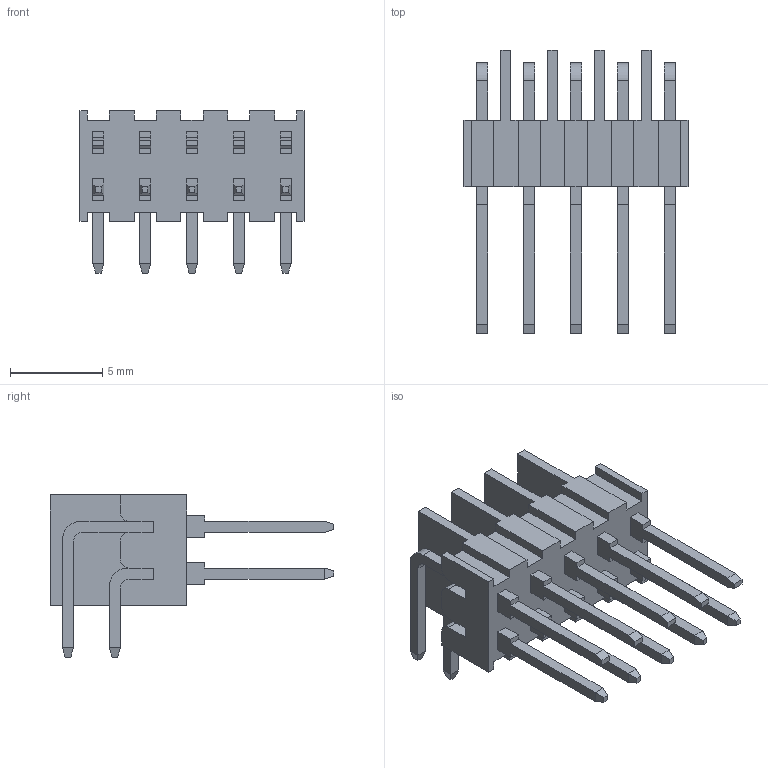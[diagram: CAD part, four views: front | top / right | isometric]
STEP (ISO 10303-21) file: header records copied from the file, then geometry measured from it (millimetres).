
FILE_DESCRIPTION(('for SolidWorks'),'2;1');
FILE_NAME( 'hdr-2x5th_2.54x2.54_12x15.step', '2016-05-20T13:37:19',('Serg'),(''),'Open CASCADE STEP processor 6.6', 'DipTrace','Unknown');
FILE_SCHEMA(('AUTOMOTIVE_DESIGN { 1 0 10303 214 1 1 1 1 }'));
Length unit declared in the file: millimetre
Products named in the file (2): ASSEMBLY; hdr-2x5th_2.54x2.54_12x15
Assembly tree (1 placements, depth 2):
  ASSEMBLY
    hdr-2x5th_2.54x2.54_12x15
Bounding box: 12.16 x 15.38 x 8.8 mm (x, y, z)
Volume: 329.5 mm3; surface area: 945.5 mm2
Topology: 1 solids, 1 shells, 402 faces, 1070 edges, 680 vertices
Faces by surface type: plane 362, cylinder 40
Entity records: 15019 total; most frequent: CARTESIAN_POINT 2154, ORIENTED_EDGE 2140, DIRECTION 1958, EDGE_CURVE 1070, LINE 990, VECTOR 990, VERTEX_POINT 680, AXIS2_PLACEMENT_3D 484
